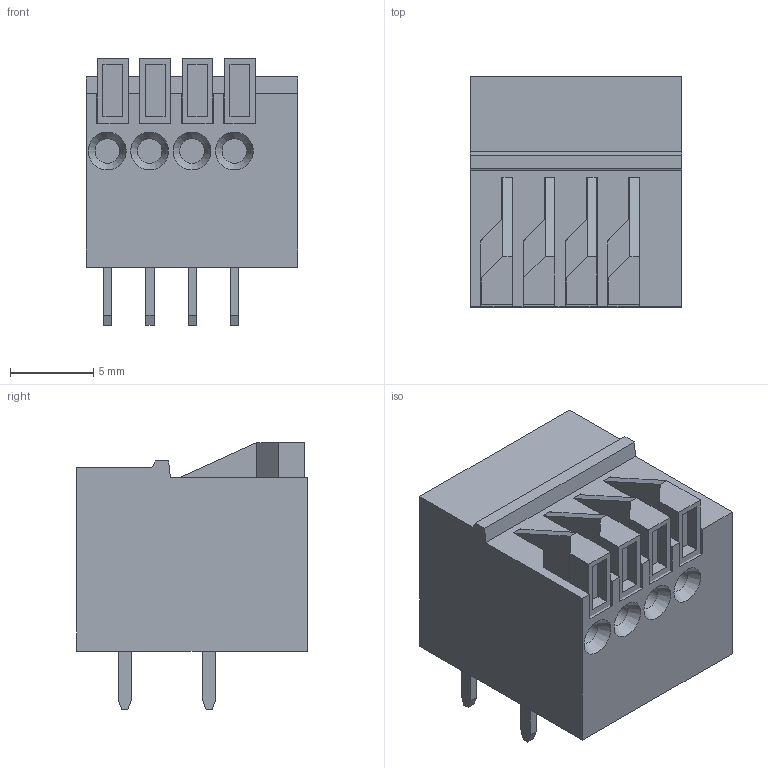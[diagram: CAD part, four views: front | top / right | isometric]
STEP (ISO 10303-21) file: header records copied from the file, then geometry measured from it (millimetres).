
FILE_DESCRIPTION(('FreeCAD Model'),'2;1');
FILE_NAME('Open CASCADE Shape Model','2021-11-01T23:23:07',('Author'),( ''),'Open CASCADE STEP processor 7.5','FreeCAD','Unknown');
FILE_SCHEMA(('AUTOMOTIVE_DESIGN { 1 0 10303 214 1 1 1 1 }'));
Length unit declared in the file: millimetre
Products named in the file (4): Unnamed; Legs; Levers; Body
Assembly tree (3 placements, depth 2):
  Unnamed
    Legs
    Levers
    Body
Bounding box: 12.7 x 13.8 x 16 mm (x, y, z)
Volume: 1864.2 mm3; surface area: 1794.5 mm2
Topology: 3 solids, 3 shells, 174 faces, 448 edges, 292 vertices
Faces by surface type: plane 166, cone 4, cylinder 4
Full cylindrical faces by diameter (mm): 1.467 x4
Entity records: 11082 total; most frequent: CARTESIAN_POINT 1814, DIRECTION 1712, LINE 1324, VECTOR 1324, ORIENTED_EDGE 896, PCURVE 896, DEFINITIONAL_REPRESENTATION 896, EDGE_CURVE 448
